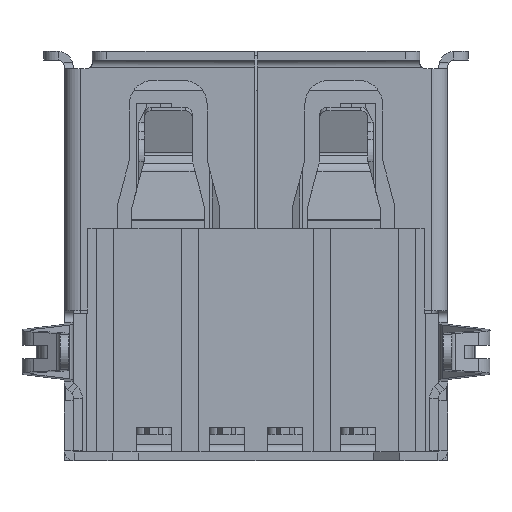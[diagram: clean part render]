
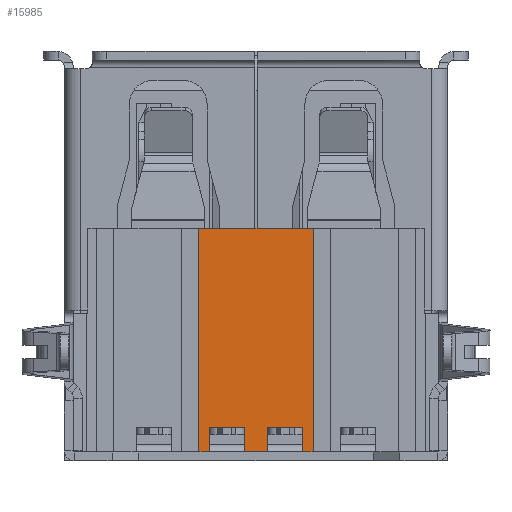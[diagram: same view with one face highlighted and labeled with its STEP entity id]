
A CAD part, front view. The second image highlights one B-rep face of the part: STEP entity #15985.
In plain terms, the highlighted face is planar.
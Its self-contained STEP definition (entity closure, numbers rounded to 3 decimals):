
#1467=FACE_OUTER_BOUND('',#2368,.T.);
#2368=EDGE_LOOP('',(#13341,#13342,#13343,#13344,#13345,#13346,#13347,#13348,
#13349,#13350,#13351,#13352));
#3861=LINE('',#25792,#5664);
#3932=LINE('',#25930,#5735);
#3933=LINE('',#25931,#5736);
#3934=LINE('',#25933,#5737);
#3935=LINE('',#25935,#5738);
#3936=LINE('',#25937,#5739);
#3937=LINE('',#25939,#5740);
#3938=LINE('',#25941,#5741);
#3939=LINE('',#25943,#5742);
#3940=LINE('',#25945,#5743);
#3941=LINE('',#25947,#5744);
#3942=LINE('',#25948,#5745);
#5664=VECTOR('',#20796,1000.);
#5735=VECTOR('',#20917,1000.);
#5736=VECTOR('',#20918,1000.);
#5737=VECTOR('',#20919,1000.);
#5738=VECTOR('',#20920,1000.);
#5739=VECTOR('',#20921,1000.);
#5740=VECTOR('',#20922,1000.);
#5741=VECTOR('',#20923,1000.);
#5742=VECTOR('',#20924,1000.);
#5743=VECTOR('',#20925,1000.);
#5744=VECTOR('',#20926,1000.);
#5745=VECTOR('',#20927,1000.);
#7266=VERTEX_POINT('',#25789);
#7267=VERTEX_POINT('',#25791);
#7308=VERTEX_POINT('',#25928);
#7309=VERTEX_POINT('',#25929);
#7310=VERTEX_POINT('',#25932);
#7311=VERTEX_POINT('',#25934);
#7312=VERTEX_POINT('',#25936);
#7313=VERTEX_POINT('',#25938);
#7314=VERTEX_POINT('',#25940);
#7315=VERTEX_POINT('',#25942);
#7316=VERTEX_POINT('',#25944);
#7317=VERTEX_POINT('',#25946);
#9333=EDGE_CURVE('',#7266,#7267,#3861,.T.);
#9404=EDGE_CURVE('',#7308,#7309,#3932,.T.);
#9405=EDGE_CURVE('',#7309,#7267,#3933,.T.);
#9406=EDGE_CURVE('',#7266,#7310,#3934,.T.);
#9407=EDGE_CURVE('',#7310,#7311,#3935,.T.);
#9408=EDGE_CURVE('',#7311,#7312,#3936,.T.);
#9409=EDGE_CURVE('',#7312,#7313,#3937,.T.);
#9410=EDGE_CURVE('',#7313,#7314,#3938,.T.);
#9411=EDGE_CURVE('',#7314,#7315,#3939,.T.);
#9412=EDGE_CURVE('',#7316,#7315,#3940,.T.);
#9413=EDGE_CURVE('',#7317,#7316,#3941,.T.);
#9414=EDGE_CURVE('',#7308,#7317,#3942,.T.);
#13341=ORIENTED_EDGE('',*,*,#9404,.T.);
#13342=ORIENTED_EDGE('',*,*,#9405,.T.);
#13343=ORIENTED_EDGE('',*,*,#9333,.F.);
#13344=ORIENTED_EDGE('',*,*,#9406,.T.);
#13345=ORIENTED_EDGE('',*,*,#9407,.T.);
#13346=ORIENTED_EDGE('',*,*,#9408,.T.);
#13347=ORIENTED_EDGE('',*,*,#9409,.T.);
#13348=ORIENTED_EDGE('',*,*,#9410,.T.);
#13349=ORIENTED_EDGE('',*,*,#9411,.T.);
#13350=ORIENTED_EDGE('',*,*,#9412,.F.);
#13351=ORIENTED_EDGE('',*,*,#9413,.F.);
#13352=ORIENTED_EDGE('',*,*,#9414,.F.);
#15181=PLANE('',#17259);
#15985=ADVANCED_FACE('',(#1467),#15181,.T.);
#17259=AXIS2_PLACEMENT_3D('',#25927,#20915,#20916);
#20796=DIRECTION('',(-1.,0.,0.));
#20915=DIRECTION('center_axis',(0.,0.,1.));
#20916=DIRECTION('ref_axis',(1.,0.,0.));
#20917=DIRECTION('',(-1.,0.,0.));
#20918=DIRECTION('',(0.,-1.,0.));
#20919=DIRECTION('',(0.,1.,0.));
#20920=DIRECTION('',(-1.,0.,0.));
#20921=DIRECTION('',(0.,-1.,0.));
#20922=DIRECTION('',(-1.,0.,0.));
#20923=DIRECTION('',(0.,1.,0.));
#20924=DIRECTION('',(-1.,0.,0.));
#20925=DIRECTION('',(0.,1.,0.));
#20926=DIRECTION('',(1.,0.,0.));
#20927=DIRECTION('',(0.,-1.,0.));
#25789=CARTESIAN_POINT('',(1.95,-0.9,3.45));
#25791=CARTESIAN_POINT('',(-1.95,-0.9,3.45));
#25792=CARTESIAN_POINT('',(5.75,-0.9,3.45));
#25927=CARTESIAN_POINT('Origin',(-6.225,2.,3.45));
#25928=CARTESIAN_POINT('',(-1.6,6.75,3.45));
#25929=CARTESIAN_POINT('',(-1.95,6.75,3.45));
#25930=CARTESIAN_POINT('',(6.225,6.75,3.45));
#25931=CARTESIAN_POINT('',(-1.95,2.,3.45));
#25932=CARTESIAN_POINT('',(1.95,6.75,3.45));
#25933=CARTESIAN_POINT('',(1.95,2.,3.45));
#25934=CARTESIAN_POINT('',(1.6,6.75,3.45));
#25935=CARTESIAN_POINT('',(6.225,6.75,3.45));
#25936=CARTESIAN_POINT('',(1.6,5.915,3.45));
#25937=CARTESIAN_POINT('',(1.6,6.75,3.45));
#25938=CARTESIAN_POINT('',(0.4,5.915,3.45));
#25939=CARTESIAN_POINT('',(1.6,5.915,3.45));
#25940=CARTESIAN_POINT('',(0.4,6.75,3.45));
#25941=CARTESIAN_POINT('',(0.4,5.915,3.45));
#25942=CARTESIAN_POINT('',(-0.4,6.75,3.45));
#25943=CARTESIAN_POINT('',(6.225,6.75,3.45));
#25944=CARTESIAN_POINT('',(-0.4,5.915,3.45));
#25945=CARTESIAN_POINT('',(-0.4,5.915,3.45));
#25946=CARTESIAN_POINT('',(-1.6,5.915,3.45));
#25947=CARTESIAN_POINT('',(-1.6,5.915,3.45));
#25948=CARTESIAN_POINT('',(-1.6,6.75,3.45));
